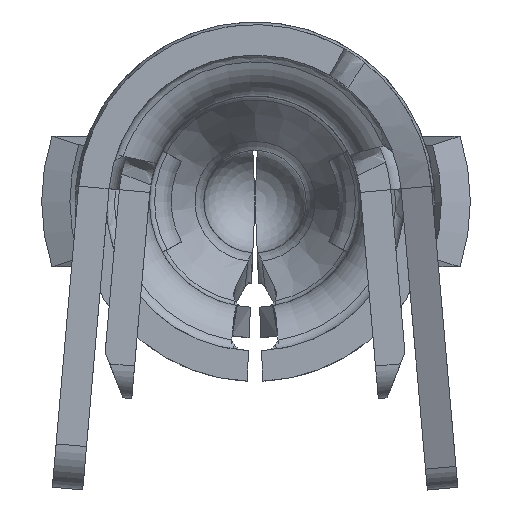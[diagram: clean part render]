
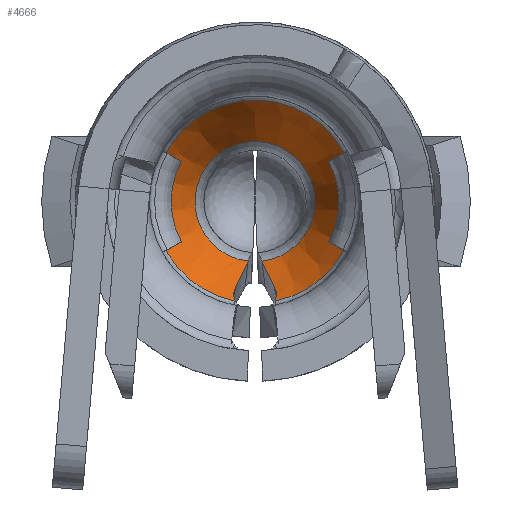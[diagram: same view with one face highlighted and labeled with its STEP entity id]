
A CAD part, front view. The second image highlights one B-rep face of the part: STEP entity #4666.
In plain terms, the highlighted conical face has half-angle 28.2 degrees and reference radius 0.741 mm.
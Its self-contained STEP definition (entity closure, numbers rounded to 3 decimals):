
#924=CARTESIAN_POINT('',(38.423,-12.779,6.873));
#925=CARTESIAN_POINT('',(38.43,-12.807,6.86));
#926=CARTESIAN_POINT('',(38.44,-12.862,6.832));
#927=CARTESIAN_POINT('',(38.445,-12.947,6.786));
#928=CARTESIAN_POINT('',(38.44,-13.004,6.754));
#929=CARTESIAN_POINT('',(38.436,-13.032,6.737));
#931=CARTESIAN_POINT('',(38.312,-12.321,7.103));
#932=CARTESIAN_POINT('',(38.323,-12.37,7.078));
#933=CARTESIAN_POINT('',(38.346,-12.469,7.028));
#934=CARTESIAN_POINT('',(38.383,-12.621,6.951));
#935=CARTESIAN_POINT('',(38.409,-12.726,6.899));
#936=CARTESIAN_POINT('',(38.423,-12.779,6.873));
#938=CARTESIAN_POINT('',(38.073,-12.779,6.873));
#939=CARTESIAN_POINT('',(38.087,-12.726,6.899));
#940=CARTESIAN_POINT('',(38.114,-12.621,6.952));
#941=CARTESIAN_POINT('',(38.151,-12.468,7.028));
#942=CARTESIAN_POINT('',(38.173,-12.37,7.078));
#943=CARTESIAN_POINT('',(38.184,-12.321,7.103));
#945=CARTESIAN_POINT('',(38.061,-13.032,6.737));
#946=CARTESIAN_POINT('',(38.056,-13.004,6.754));
#947=CARTESIAN_POINT('',(38.052,-12.947,6.786));
#948=CARTESIAN_POINT('',(38.056,-12.862,6.832));
#949=CARTESIAN_POINT('',(38.067,-12.807,6.86));
#950=CARTESIAN_POINT('',(38.073,-12.779,6.873));
#952=CARTESIAN_POINT('',(38.248,-12.321,7.65));
#953=DIRECTION('',(0.,-1.,0.));
#954=DIRECTION('',(0.116,0.,-0.993));
#955=AXIS2_PLACEMENT_3D('',#952,#953,#954);
#981=CARTESIAN_POINT('',(38.248,-12.321,7.65));
#982=DIRECTION('',(0.,-1.,0.));
#983=DIRECTION('',(0.044,0.,0.999));
#984=AXIS2_PLACEMENT_3D('',#981,#982,#983);
#2492=CARTESIAN_POINT('',(38.248,-13.032,7.65));
#2493=DIRECTION('',(0.,1.,0.));
#2494=DIRECTION('',(0.044,0.,0.999));
#2495=AXIS2_PLACEMENT_3D('',#2492,#2493,#2494);
#2497=CARTESIAN_POINT('',(38.248,-13.032,7.65));
#2498=DIRECTION('',(0.,1.,0.));
#2499=DIRECTION('',(-0.201,0.,-0.98));
#2500=AXIS2_PLACEMENT_3D('',#2497,#2498,#2499);
#2507=CARTESIAN_POINT('',(38.061,-13.032,6.737));
#2998=VERTEX_POINT('',#2507);
#2999=CARTESIAN_POINT('',(38.289,-13.032,8.581));
#3000=VERTEX_POINT('',#2999);
#3001=CARTESIAN_POINT('',(38.436,-13.032,6.737));
#3002=VERTEX_POINT('',#3001);
#3006=VERTEX_POINT('',#924);
#3015=CARTESIAN_POINT('',(38.073,-12.779,6.873));
#3017=VERTEX_POINT('',#3015);
#3039=CARTESIAN_POINT('',(38.272,-12.321,8.2));
#3040=CARTESIAN_POINT('',(38.184,-12.321,7.103));
#3041=VERTEX_POINT('',#3039);
#3042=VERTEX_POINT('',#3040);
#3043=CARTESIAN_POINT('',(38.312,-12.321,7.103));
#3044=VERTEX_POINT('',#3043);
#4645=CARTESIAN_POINT('',(38.248,-12.677,7.65));
#4646=DIRECTION('',(0.,-1.,0.));
#4647=DIRECTION('',(0.044,0.,0.999));
#4648=AXIS2_PLACEMENT_3D('',#4645,#4646,#4647);
#4649=CONICAL_SURFACE('',#4648,0.741,28.2);
#4650=ORIENTED_EDGE('',*,*,#4455,.F.);
#4651=ORIENTED_EDGE('',*,*,#4640,.F.);
#4653=ORIENTED_EDGE('',*,*,#4652,.T.);
#4655=ORIENTED_EDGE('',*,*,#4654,.T.);
#4657=ORIENTED_EDGE('',*,*,#4656,.F.);
#4659=ORIENTED_EDGE('',*,*,#4658,.F.);
#4661=ORIENTED_EDGE('',*,*,#4660,.T.);
#4663=ORIENTED_EDGE('',*,*,#4662,.T.);
#4664=EDGE_LOOP('',(#4650,#4651,#4653,#4655,#4657,#4659,#4661,#4663));
#4665=FACE_OUTER_BOUND('',#4664,.F.);
#4666=ADVANCED_FACE('',(#4665),#4649,.F.);
#930=B_SPLINE_CURVE_WITH_KNOTS('',3,(#924,#925,#926,#927,#928,#929),
.UNSPECIFIED.,.F.,.F.,(4,1,1,4),(0.,0.333,0.667,1.),
.UNSPECIFIED.);
#937=B_SPLINE_CURVE_WITH_KNOTS('',3,(#931,#932,#933,#934,#935,#936),
.UNSPECIFIED.,.F.,.F.,(4,1,1,4),(0.,0.333,0.667,1.),
.UNSPECIFIED.);
#944=B_SPLINE_CURVE_WITH_KNOTS('',3,(#938,#939,#940,#941,#942,#943),
.UNSPECIFIED.,.F.,.F.,(4,1,1,4),(0.,0.333,0.667,1.),
.UNSPECIFIED.);
#951=B_SPLINE_CURVE_WITH_KNOTS('',3,(#945,#946,#947,#948,#949,#950),
.UNSPECIFIED.,.F.,.F.,(4,1,1,4),(0.,0.333,0.667,1.),
.UNSPECIFIED.);
#956=CIRCLE('',#955,0.551);
#985=CIRCLE('',#984,0.551);
#2496=CIRCLE('',#2495,0.932);
#2501=CIRCLE('',#2500,0.932);
#4455=EDGE_CURVE('',#3006,#3002,#930,.T.);
#4640=EDGE_CURVE('',#3044,#3006,#937,.T.);
#4652=EDGE_CURVE('',#3044,#3041,#956,.T.);
#4654=EDGE_CURVE('',#3041,#3042,#985,.T.);
#4656=EDGE_CURVE('',#3017,#3042,#944,.T.);
#4658=EDGE_CURVE('',#2998,#3017,#951,.T.);
#4660=EDGE_CURVE('',#2998,#3000,#2501,.T.);
#4662=EDGE_CURVE('',#3000,#3002,#2496,.T.);
